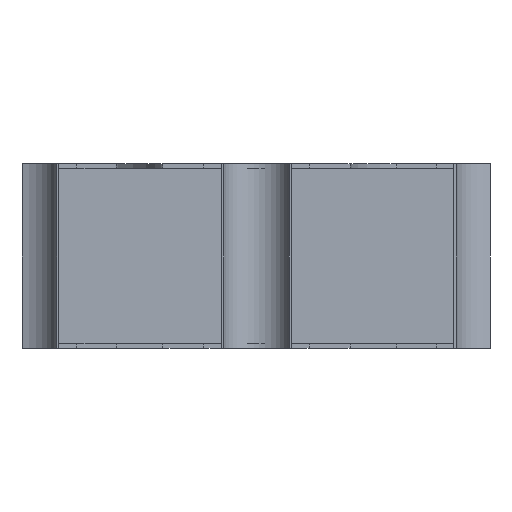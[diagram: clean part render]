
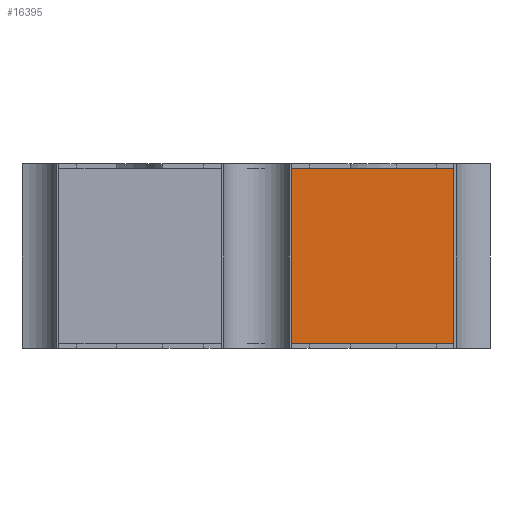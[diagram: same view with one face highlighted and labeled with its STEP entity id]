
A CAD part, front view. The second image highlights one B-rep face of the part: STEP entity #16395.
In plain terms, the highlighted planar face has unit normal (0, -1, 0).
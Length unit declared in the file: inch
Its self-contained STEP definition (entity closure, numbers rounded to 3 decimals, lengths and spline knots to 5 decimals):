
#1433 = VERTEX_POINT ( 'NONE', #18950 ) ;
#1583 = DIRECTION ( 'NONE',  ( 0., 0., 1. ) ) ;
#1782 = DIRECTION ( 'NONE',  ( 0., 1., 0. ) ) ;
#2246 = VECTOR ( 'NONE', #20035, 39.37008 ) ;
#2256 = EDGE_CURVE ( 'NONE', #11665, #1433, #10838, .T. ) ;
#2488 = CARTESIAN_POINT ( 'NONE',  ( 0.08459, -0.125, -0.05657 ) ) ;
#3532 = LINE ( 'NONE', #9908, #11914 ) ;
#3913 = EDGE_CURVE ( 'NONE', #9351, #18007, #12863, .T. ) ;
#3975 = CARTESIAN_POINT ( 'NONE',  ( 0.01516, -0.125, 0.002 ) ) ;
#3982 = EDGE_LOOP ( 'NONE', ( #14414, #10356, #4830, #16456 ) ) ;
#4223 = CARTESIAN_POINT ( 'NONE',  ( 0.08459, -0.125, 0.077 ) ) ;
#4285 = DIRECTION ( 'NONE',  ( 1., 0., 0. ) ) ;
#4830 = ORIENTED_EDGE ( 'NONE', *, *, #3913, .F. ) ;
#5114 = DIRECTION ( 'NONE',  ( 0., 0., 1. ) ) ;
#5133 = AXIS2_PLACEMENT_3D ( 'NONE', #17449, #1782, #5114 ) ;
#6375 = CARTESIAN_POINT ( 'NONE',  ( 0.01516, -0.125, 0.077 ) ) ;
#8048 = PLANE ( 'NONE',  #5133 ) ;
#9351 = VERTEX_POINT ( 'NONE', #3975 ) ;
#9908 = CARTESIAN_POINT ( 'NONE',  ( 0., -0.125, 0.002 ) ) ;
#10356 = ORIENTED_EDGE ( 'NONE', *, *, #12954, .F. ) ;
#10552 = VECTOR ( 'NONE', #4285, 39.37008 ) ;
#10838 = LINE ( 'NONE', #2488, #2246 ) ;
#11494 = CARTESIAN_POINT ( 'NONE',  ( 0.01516, -0.125, -0.05657 ) ) ;
#11665 = VERTEX_POINT ( 'NONE', #4223 ) ;
#11914 = VECTOR ( 'NONE', #15671, 39.37008 ) ;
#12061 = EDGE_CURVE ( 'NONE', #9351, #1433, #3532, .T. ) ;
#12220 = CARTESIAN_POINT ( 'NONE',  ( 0., -0.125, 0.077 ) ) ;
#12863 = LINE ( 'NONE', #11494, #17287 ) ;
#12954 = EDGE_CURVE ( 'NONE', #18007, #11665, #13589, .T. ) ;
#13589 = LINE ( 'NONE', #12220, #10552 ) ;
#14414 = ORIENTED_EDGE ( 'NONE', *, *, #2256, .F. ) ;
#15671 = DIRECTION ( 'NONE',  ( 1., 0., 0. ) ) ;
#16395 = ADVANCED_FACE ( 'NONE', ( #17551 ), #8048, .F. ) ;
#16456 = ORIENTED_EDGE ( 'NONE', *, *, #12061, .T. ) ;
#17287 = VECTOR ( 'NONE', #1583, 39.37008 ) ;
#17449 = CARTESIAN_POINT ( 'NONE',  ( 0., -0.125, 0.077 ) ) ;
#17551 = FACE_OUTER_BOUND ( 'NONE', #3982, .T. ) ;
#18007 = VERTEX_POINT ( 'NONE', #6375 ) ;
#18950 = CARTESIAN_POINT ( 'NONE',  ( 0.08459, -0.125, 0.002 ) ) ;
#20035 = DIRECTION ( 'NONE',  ( 0., 0., -1. ) ) ;
